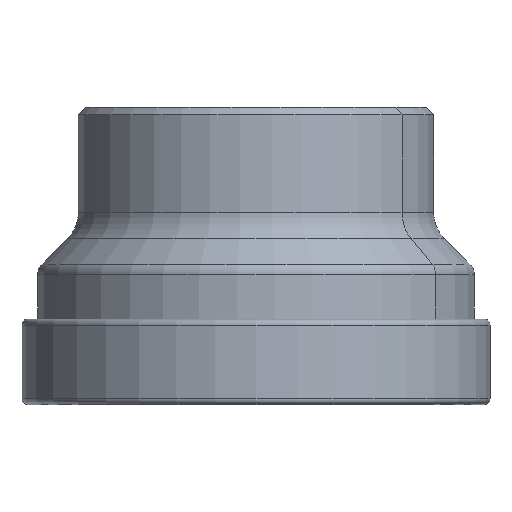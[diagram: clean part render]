
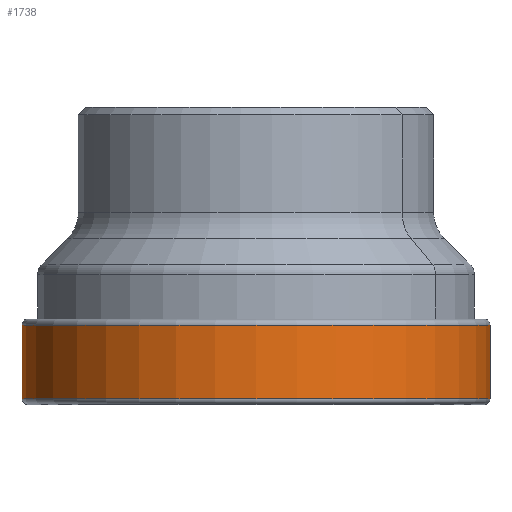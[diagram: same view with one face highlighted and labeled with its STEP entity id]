
A CAD part, left-side view. The second image highlights one B-rep face of the part: STEP entity #1738.
In plain terms, the highlighted cylindrical face has radius 31.5 mm (diameter 63 mm), a partial arc.
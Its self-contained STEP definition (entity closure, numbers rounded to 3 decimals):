
#686=DIRECTION('',(0.,0.,1.));
#687=VECTOR('',#686,9.9);
#688=CARTESIAN_POINT('',(0.,31.5,-39.2));
#689=LINE('',#688,#687);
#693=DIRECTION('',(0.,0.,1.));
#694=VECTOR('',#693,9.9);
#695=CARTESIAN_POINT('',(0.,-31.5,-39.2));
#696=LINE('',#695,#694);
#700=CARTESIAN_POINT('',(0.,0.,-39.2));
#701=DIRECTION('',(0.,0.,1.));
#702=DIRECTION('',(0.,1.,0.));
#703=AXIS2_PLACEMENT_3D('',#700,#701,#702);
#740=CARTESIAN_POINT('',(0.,0.,-29.3));
#741=DIRECTION('',(0.,0.,1.));
#742=DIRECTION('',(0.,1.,0.));
#743=AXIS2_PLACEMENT_3D('',#740,#741,#742);
#1010=CARTESIAN_POINT('',(0.,31.5,-29.3));
#1012=VERTEX_POINT('',#1010);
#1019=CARTESIAN_POINT('',(0.,31.5,-39.2));
#1021=VERTEX_POINT('',#1019);
#1022=CARTESIAN_POINT('',(0.,-31.5,-29.3));
#1024=VERTEX_POINT('',#1022);
#1031=CARTESIAN_POINT('',(0.,-31.5,-39.2));
#1033=VERTEX_POINT('',#1031);
#1724=CARTESIAN_POINT('',(0.,0.,117.779));
#1725=DIRECTION('',(0.,0.,-1.));
#1726=DIRECTION('',(0.,-1.,0.));
#1727=AXIS2_PLACEMENT_3D('',#1724,#1725,#1726);
#1728=CYLINDRICAL_SURFACE('',#1727,31.5);
#1730=ORIENTED_EDGE('',*,*,#1729,.T.);
#1732=ORIENTED_EDGE('',*,*,#1731,.T.);
#1734=ORIENTED_EDGE('',*,*,#1733,.F.);
#1735=ORIENTED_EDGE('',*,*,#1705,.F.);
#1736=EDGE_LOOP('',(#1730,#1732,#1734,#1735));
#1737=FACE_OUTER_BOUND('',#1736,.F.);
#704=CIRCLE('',#703,31.5);
#744=CIRCLE('',#743,31.5);
#1705=EDGE_CURVE('',#1021,#1033,#704,.T.);
#1729=EDGE_CURVE('',#1021,#1012,#689,.T.);
#1731=EDGE_CURVE('',#1012,#1024,#744,.T.);
#1733=EDGE_CURVE('',#1033,#1024,#696,.T.);
#1738=ADVANCED_FACE('',(#1737),#1728,.T.);
